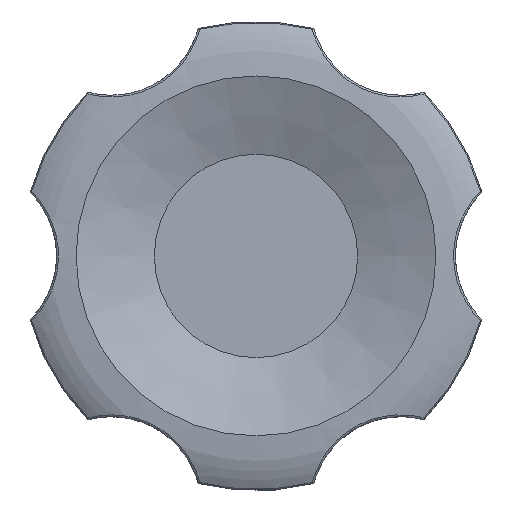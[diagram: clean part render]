
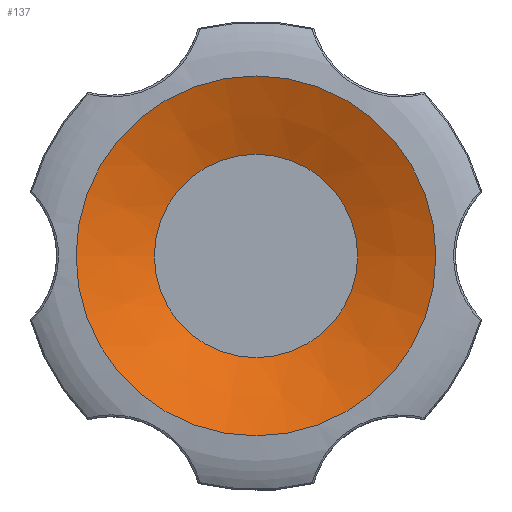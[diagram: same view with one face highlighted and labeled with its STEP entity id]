
A CAD part, top view. The second image highlights one B-rep face of the part: STEP entity #137.
In plain terms, the highlighted conical face has half-angle 68.199 degrees and reference radius 23 mm.
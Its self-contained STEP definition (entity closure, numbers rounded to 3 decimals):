
#137 = ADVANCED_FACE( '', ( #303, #304 ), #305, .F. );
#303 = FACE_BOUND( '', #1789, .T. );
#304 = FACE_OUTER_BOUND( '', #1790, .T. );
#305 = CONICAL_SURFACE( '', #1791, 23., 1.19 );
#1789 = EDGE_LOOP( '', ( #4023 ) );
#1790 = EDGE_LOOP( '', ( #4024 ) );
#1791 = AXIS2_PLACEMENT_3D( '', #4025, #4026, #4027 );
#4023 = ORIENTED_EDGE( '', *, *, #4321, .F. );
#4024 = ORIENTED_EDGE( '', *, *, #4343, .T. );
#4025 = CARTESIAN_POINT( '', ( 0., 0., 36. ) );
#4026 = DIRECTION( '', ( 0., 0., 1. ) );
#4027 = DIRECTION( '', ( 1., 0., 0. ) );
#4321 = EDGE_CURVE( '', #4569, #4569, #4570, .T. );
#4343 = EDGE_CURVE( '', #4604, #4604, #4605, .T. );
#4569 = VERTEX_POINT( '', #6225 );
#4570 = CIRCLE( '', #6226, 13. );
#4604 = VERTEX_POINT( '', #6613 );
#4605 = CIRCLE( '', #6614, 23. );
#6225 = CARTESIAN_POINT( '', ( 13., 0., 32. ) );
#6226 = AXIS2_PLACEMENT_3D( '', #7298, #7299, #7300 );
#6613 = CARTESIAN_POINT( '', ( 23., 0., 36. ) );
#6614 = AXIS2_PLACEMENT_3D( '', #7325, #7326, #7327 );
#7298 = CARTESIAN_POINT( '', ( 0., 0., 32. ) );
#7299 = DIRECTION( '', ( 0., 0., 1. ) );
#7300 = DIRECTION( '', ( 1., 0., 0. ) );
#7325 = CARTESIAN_POINT( '', ( 0., 0., 36. ) );
#7326 = DIRECTION( '', ( 0., 0., 1. ) );
#7327 = DIRECTION( '', ( 1., 0., 0. ) );
